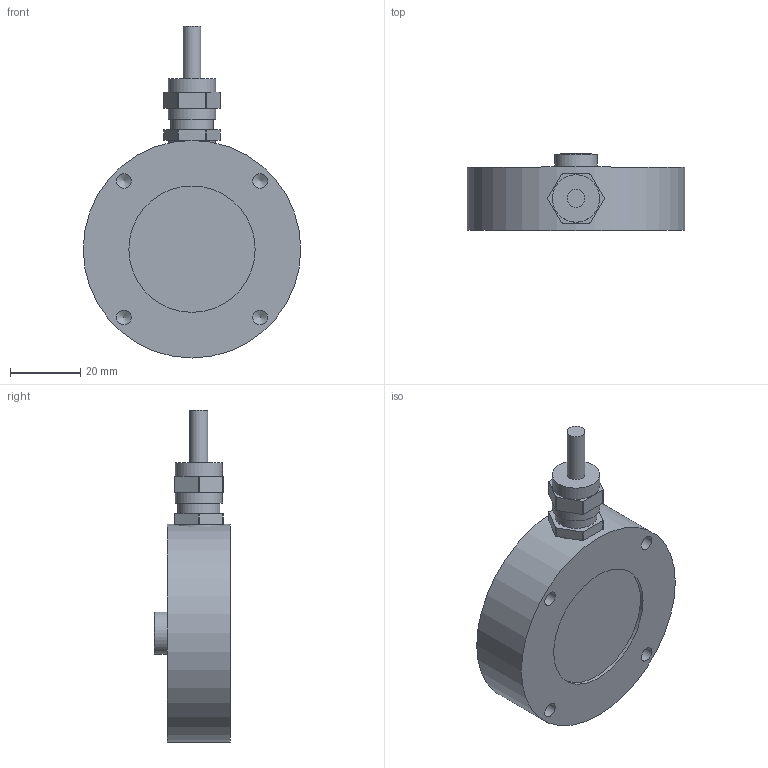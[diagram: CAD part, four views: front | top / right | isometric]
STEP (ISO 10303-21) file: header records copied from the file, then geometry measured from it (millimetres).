
FILE_DESCRIPTION(/* description */ (''),/* implementation_level */ '2;1');
FILE_NAME(/* name */ '266AH-(100~2000)kg v1.step',/* time_stamp */ '2020-01-21T14:43:22-08:00',/* author */ (''),/* organization */ (''),/* preprocessor_version */ 'ST-DEVELOPER v18',/* originating_system */ 'Autodesk Translation Framework v8.12.0.6',/* authorisation */ '');
FILE_SCHEMA (('AUTOMOTIVE_DESIGN { 1 0 10303 214 3 1 1 }'));
Length unit declared in the file: millimetre
Products named in the file (1): 266AH-(100~2000)kg
Bounding box: 62 x 21.91 x 94.6 mm (x, y, z)
Volume: 56561.7 mm3; surface area: 12004.8 mm2
Topology: 2 solids, 2 shells, 52 faces, 140 edges, 100 vertices
Faces by surface type: cylinder 24, plane 23, cone 4, sphere 1
Full cylindrical faces by diameter (mm): 4.2 x4, 5.1 x1, 12 x2, 13.3 x1, 13.5 x2, 36 x1, 62 x1
Entity records: 1708 total; most frequent: DIRECTION 314, CARTESIAN_POINT 289, ORIENTED_EDGE 272, EDGE_CURVE 136, AXIS2_PLACEMENT_3D 125, VERTEX_POINT 100, CIRCLE 72, EDGE_LOOP 64
